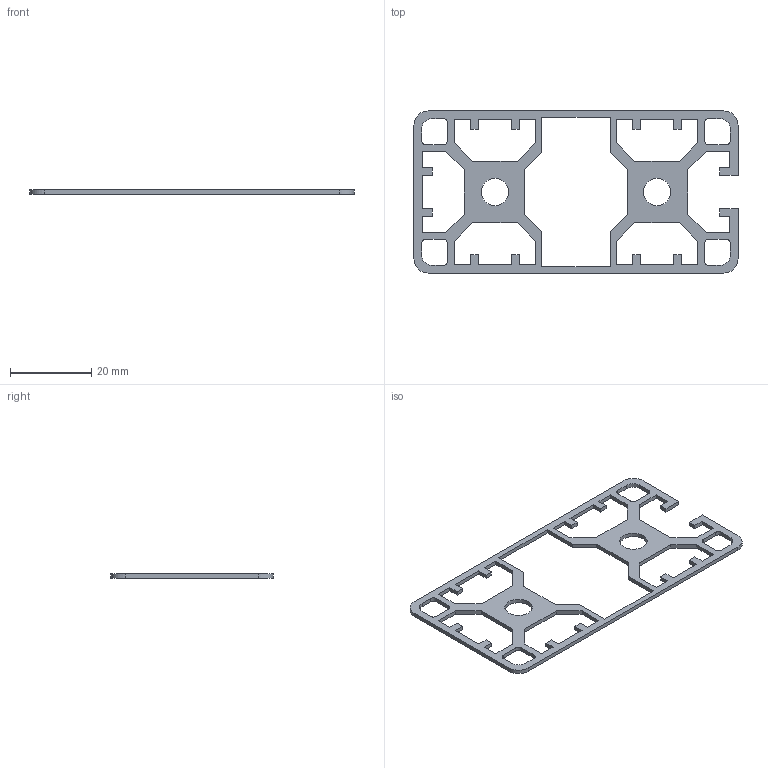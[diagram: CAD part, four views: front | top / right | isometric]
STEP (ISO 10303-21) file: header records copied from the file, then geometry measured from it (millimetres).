
FILE_DESCRIPTION(/* description */ ('40 x 80 3N 90° light'),/* implementation_level */ '2;1');
FILE_NAME(/* name */ 'SP568_extern.stp',/* time_stamp */ '2017-01-19T09:54:29+01:00',/* author */ ('danielbloss'),/* organization */ (''),/* preprocessor_version */ 'ST-DEVELOPER v16.5',/* originating_system */ 'Autodesk Inventor 2017',/* authorisation */ 'Anzahl');
FILE_SCHEMA (('AUTOMOTIVE_DESIGN { 1 0 10303 214 3 1 1 }'));
Length unit declared in the file: millimetre
Products named in the file (1): SP568_extern
Bounding box: 80 x 40 x 1 mm (x, y, z)
Volume: 1117.6 mm3; surface area: 3100.5 mm2
Topology: 1 solids, 1 shells, 140 faces, 416 edges, 278 vertices
Faces by surface type: plane 118, cylinder 22
Full cylindrical faces by diameter (mm): 6.8 x2
Entity records: 4690 total; most frequent: CARTESIAN_POINT 829, ORIENTED_EDGE 824, DIRECTION 738, EDGE_CURVE 412, LINE 368, VECTOR 368, VERTEX_POINT 276, AXIS2_PLACEMENT_3D 185
